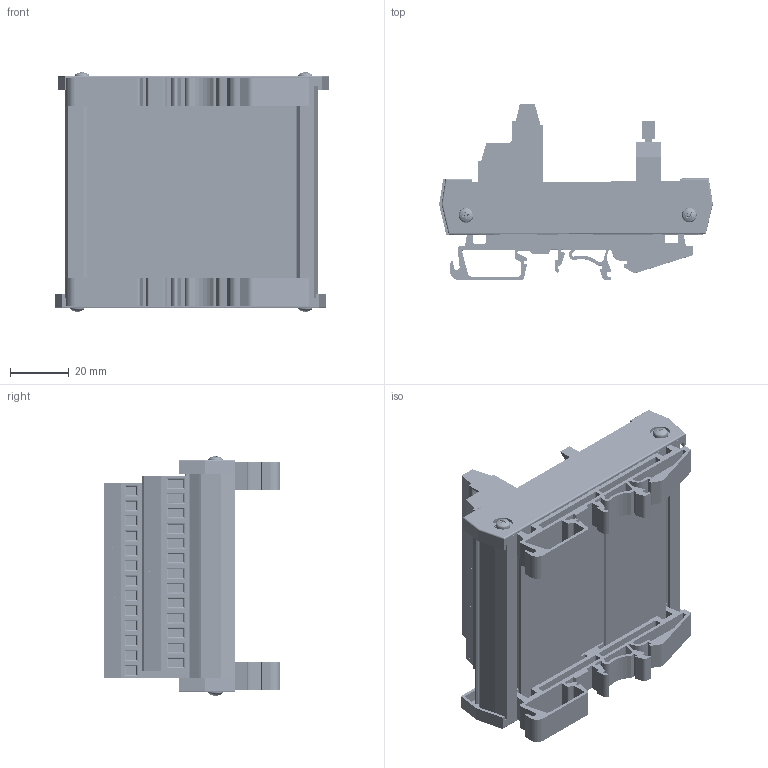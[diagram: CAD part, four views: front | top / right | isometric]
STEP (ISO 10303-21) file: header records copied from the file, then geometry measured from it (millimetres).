
FILE_DESCRIPTION((''),'2;1');
FILE_NAME('FBK_26.stp','2013-06-21T11:00:56',('roland'),(''),'Autodesk Inventor 2013','Autodesk Inventor 2013','');
FILE_SCHEMA(('CONFIG_CONTROL_DESIGN'));
Length unit declared in the file: millimetre
Products named in the file (11): 26; 25 BASE PLATE M; 2 GREEN; 3 GREEN; BASE LEGS; BASE SIDE; BS EN ISO 7045 Z - Metric M2.5 x 10 - 4.8 - Z; 25 CASE; FBK26; 26 lable1; 26 lable2
Assembly tree (18 placements, depth 2):
  26
    25 BASE PLATE M
    2 GREEN  x2
    3 GREEN  x3
    BASE LEGS  x2
    BASE SIDE  x2
    BS EN ISO 7045 Z - Metric M2.5 x 10 - 4.8 - Z  x4
    25 CASE
    FBK26
    26 lable1
    26 lable2
Bounding box: 92.83 x 59.84 x 81.13 mm (x, y, z)
Volume: 75263 mm3; surface area: 85298.8 mm2
Topology: 18 solids, 18 shells, 3945 faces, 9811 edges, 6462 vertices
Faces by surface type: plane 2400, cylinder 889, bspline 568, cone 64, torus 20, sphere 4
Full cylindrical faces by diameter (mm): 0.5 x25, 1 x125, 1.25 x26, 1.7 x13, 2.1 x250, 2.256 x4, 2.4 x4, 2.5 x30, 2.57 x52, 2.7 x2, 2.8 x2, 3 x2, 3.2 x4, 4 x26, 6.4 x2, 7 x4, 9 x4
Entity records: 98479 total; most frequent: CARTESIAN_POINT 23803, ORIENTED_EDGE 15056, DIRECTION 13246, EDGE_CURVE 7528, VERTEX_POINT 5330, VECTOR 4934, LINE 4934, EDGE_LOOP 4722
